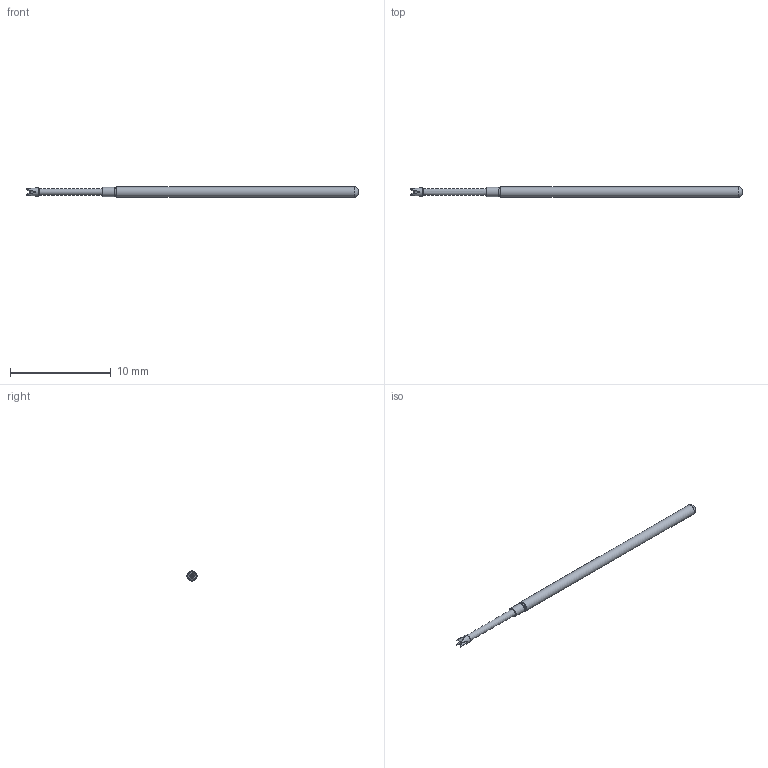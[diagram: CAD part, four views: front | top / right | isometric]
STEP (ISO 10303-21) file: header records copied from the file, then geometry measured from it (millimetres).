
FILE_DESCRIPTION (( 'STEP AP214' ), '1' );
FILE_NAME ('075-25N4.STEP', '2021-01-13T18:01:44', ( '' ), ( '' ), 'SwSTEP 2.0', 'SolidWorks 2020', '' );
FILE_SCHEMA (( 'AUTOMOTIVE_DESIGN' ));
Length unit declared in the file: inch
Products named in the file (1): 075-25N4
Bounding box: 33.02 x 1.02 x 1.02 mm (x, y, z)
Volume: 23.1 mm3; surface area: 98.6 mm2
Topology: 1 solids, 1 shells, 30 faces, 68 edges, 41 vertices
Faces by surface type: cone 12, cylinder 8, plane 6, torus 4
Full cylindrical faces by diameter (mm): 0.457 x1, 0.8 x1, 0.914 x1, 1.021 x1
Entity records: 1200 total; most frequent: CARTESIAN_POINT 206, DIRECTION 112, ORIENTED_EDGE 106, AXIS2_PLACEMENT_3D 56, EDGE_CURVE 53, EDGE_LOOP 43, FACE_OUTER_BOUND 38, VERTEX_POINT 38
